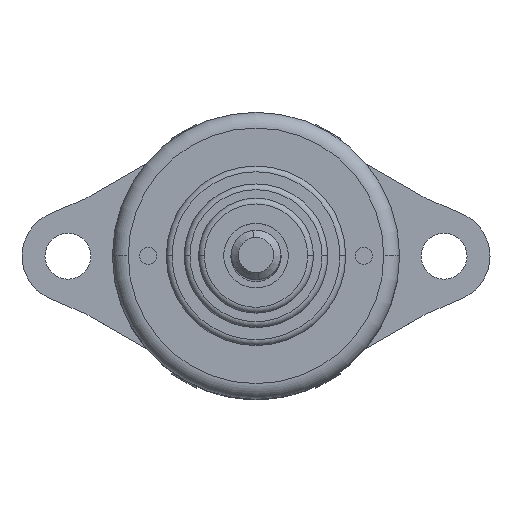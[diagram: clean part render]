
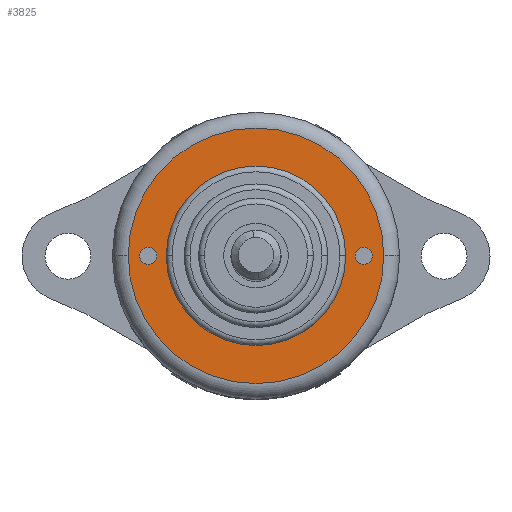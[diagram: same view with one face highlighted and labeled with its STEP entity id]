
A CAD part, top view. The second image highlights one B-rep face of the part: STEP entity #3825.
In plain terms, the highlighted planar face has unit normal (0, 0, 1).
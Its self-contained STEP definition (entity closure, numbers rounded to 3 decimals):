
#8 = DIRECTION ( 'NONE',  ( 0., 0., -1. ) ) ;
#12 = CARTESIAN_POINT ( 'NONE',  ( -7.5, 0., 13.4 ) ) ;
#13 = DIRECTION ( 'NONE',  ( -1., 0., 0. ) ) ;
#14 = DIRECTION ( 'NONE',  ( 0., 0., -1. ) ) ;
#15 = CARTESIAN_POINT ( 'NONE',  ( 0., 0., 13.4 ) ) ;
#22 = DIRECTION ( 'NONE',  ( -1., 0., 0. ) ) ;
#239 = DIRECTION ( 'NONE',  ( -1., 0., 0. ) ) ;
#240 = DIRECTION ( 'NONE',  ( 0., 0., -1. ) ) ;
#241 = CARTESIAN_POINT ( 'NONE',  ( 0., 0., 13.4 ) ) ;
#423 = CARTESIAN_POINT ( 'NONE',  ( 0., 0., 13.4 ) ) ;
#425 = DIRECTION ( 'NONE',  ( 0., 0., -1. ) ) ;
#426 = DIRECTION ( 'NONE',  ( -1., 0., 0. ) ) ;
#428 = DIRECTION ( 'NONE',  ( 0., 0., -1. ) ) ;
#437 = CARTESIAN_POINT ( 'NONE',  ( 7.5, 0., 13.4 ) ) ;
#441 = DIRECTION ( 'NONE',  ( -1., 0., 0. ) ) ;
#1052 = AXIS2_PLACEMENT_3D ( 'NONE', #6932, #7031, #7029 ) ;
#1163 = AXIS2_PLACEMENT_3D ( 'NONE', #7022, #7296, #6983 ) ;
#1168 = AXIS2_PLACEMENT_3D ( 'NONE', #6950, #7279, #7286 ) ;
#1350 = AXIS2_PLACEMENT_3D ( 'NONE', #241, #240, #239 ) ;
#1571 = AXIS2_PLACEMENT_3D ( 'NONE', #423, #425, #426 ) ;
#1576 = AXIS2_PLACEMENT_3D ( 'NONE', #437, #428, #441 ) ;
#1593 = AXIS2_PLACEMENT_3D ( 'NONE', #12, #8, #22 ) ;
#1594 = AXIS2_PLACEMENT_3D ( 'NONE', #15, #14, #13 ) ;
#2773 = CARTESIAN_POINT ( 'NONE',  ( 8.9, 0., 13.4 ) ) ;
#2778 = CARTESIAN_POINT ( 'NONE',  ( -8.1, 0., 13.4 ) ) ;
#2789 = CARTESIAN_POINT ( 'NONE',  ( -6.9, 0., 13.4 ) ) ;
#2808 = CARTESIAN_POINT ( 'NONE',  ( 5.9, 0., 13.4 ) ) ;
#2809 = CARTESIAN_POINT ( 'NONE',  ( 8.1, 0., 13.4 ) ) ;
#2819 = CARTESIAN_POINT ( 'NONE',  ( -5.9, 0., 13.4 ) ) ;
#2863 = CARTESIAN_POINT ( 'NONE',  ( -8.9, 0., 13.4 ) ) ;
#2869 = CARTESIAN_POINT ( 'NONE',  ( 6.9, 0., 13.4 ) ) ;
#2911 = VERTEX_POINT ( 'NONE', #2819 ) ;
#2921 = VERTEX_POINT ( 'NONE', #2809 ) ;
#2922 = VERTEX_POINT ( 'NONE', #2808 ) ;
#2951 = VERTEX_POINT ( 'NONE', #2789 ) ;
#2971 = VERTEX_POINT ( 'NONE', #2778 ) ;
#2976 = VERTEX_POINT ( 'NONE', #2773 ) ;
#3189 = VERTEX_POINT ( 'NONE', #2863 ) ;
#3327 = VERTEX_POINT ( 'NONE', #2869 ) ;
#3595 = CIRCLE ( 'NONE', #1576, 0.6 ) ;
#3706 = CIRCLE ( 'NONE', #1571, 8.9 ) ;
#3715 = CIRCLE ( 'NONE', #1350, 5.9 ) ;
#3718 = CIRCLE ( 'NONE', #1594, 5.9 ) ;
#3719 = CIRCLE ( 'NONE', #1593, 0.6 ) ;
#3825 = ADVANCED_FACE ( 'NONE', ( #5515, #5514, #5519, #5510 ), #4366, .F. ) ;
#4284 = EDGE_CURVE ( 'NONE', #2976, #3189, #3706, .T. ) ;
#4288 = EDGE_CURVE ( 'NONE', #3327, #2921, #3595, .T. ) ;
#4300 = EDGE_CURVE ( 'NONE', #2911, #2922, #3715, .T. ) ;
#4303 = EDGE_CURVE ( 'NONE', #2922, #2911, #3718, .T. ) ;
#4305 = EDGE_CURVE ( 'NONE', #2971, #2951, #3719, .T. ) ;
#4363 = DIRECTION ( 'NONE',  ( -1., 0., 0. ) ) ;
#4364 = DIRECTION ( 'NONE',  ( 0., 0., -1. ) ) ;
#4365 = CARTESIAN_POINT ( 'NONE',  ( 0., 0., 13.4 ) ) ;
#4366 = PLANE ( 'NONE',  #5508 ) ;
#5508 = AXIS2_PLACEMENT_3D ( 'NONE', #4365, #4364, #4363 ) ;
#5510 = FACE_OUTER_BOUND ( 'NONE', #6110, .T. ) ;
#5514 = FACE_BOUND ( 'NONE', #6106, .T. ) ;
#5515 = FACE_BOUND ( 'NONE', #6105, .T. ) ;
#5519 = FACE_BOUND ( 'NONE', #6104, .T. ) ;
#5791 = EDGE_CURVE ( 'NONE', #2921, #3327, #7574, .T. ) ;
#5794 = EDGE_CURVE ( 'NONE', #3189, #2976, #7573, .T. ) ;
#5890 = EDGE_CURVE ( 'NONE', #2951, #2971, #7602, .T. ) ;
#6104 = EDGE_LOOP ( 'NONE', ( #6437, #6414 ) ) ;
#6105 = EDGE_LOOP ( 'NONE', ( #6410, #6415 ) ) ;
#6106 = EDGE_LOOP ( 'NONE', ( #6407, #6434 ) ) ;
#6110 = EDGE_LOOP ( 'NONE', ( #6426, #6429 ) ) ;
#6407 = ORIENTED_EDGE ( 'NONE', *, *, #4305, .T. ) ;
#6410 = ORIENTED_EDGE ( 'NONE', *, *, #4288, .T. ) ;
#6414 = ORIENTED_EDGE ( 'NONE', *, *, #4303, .T. ) ;
#6415 = ORIENTED_EDGE ( 'NONE', *, *, #5791, .T. ) ;
#6426 = ORIENTED_EDGE ( 'NONE', *, *, #5794, .F. ) ;
#6429 = ORIENTED_EDGE ( 'NONE', *, *, #4284, .F. ) ;
#6434 = ORIENTED_EDGE ( 'NONE', *, *, #5890, .T. ) ;
#6437 = ORIENTED_EDGE ( 'NONE', *, *, #4300, .T. ) ;
#6932 = CARTESIAN_POINT ( 'NONE',  ( -7.5, 0., 13.4 ) ) ;
#6950 = CARTESIAN_POINT ( 'NONE',  ( 0., 0., 13.4 ) ) ;
#6983 = DIRECTION ( 'NONE',  ( -1., 0., 0. ) ) ;
#7022 = CARTESIAN_POINT ( 'NONE',  ( 7.5, 0., 13.4 ) ) ;
#7029 = DIRECTION ( 'NONE',  ( -1., 0., 0. ) ) ;
#7031 = DIRECTION ( 'NONE',  ( 0., 0., -1. ) ) ;
#7279 = DIRECTION ( 'NONE',  ( 0., 0., -1. ) ) ;
#7286 = DIRECTION ( 'NONE',  ( -1., 0., 0. ) ) ;
#7296 = DIRECTION ( 'NONE',  ( 0., 0., -1. ) ) ;
#7573 = CIRCLE ( 'NONE', #1168, 8.9 ) ;
#7574 = CIRCLE ( 'NONE', #1163, 0.6 ) ;
#7602 = CIRCLE ( 'NONE', #1052, 0.6 ) ;
